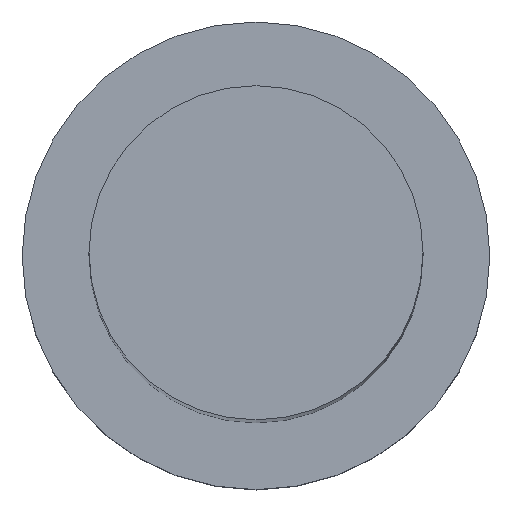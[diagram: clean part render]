
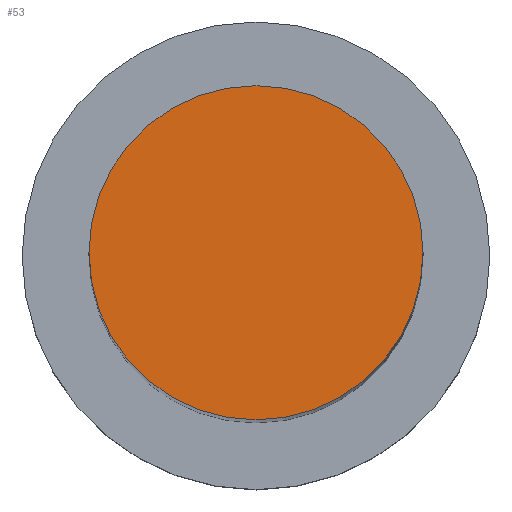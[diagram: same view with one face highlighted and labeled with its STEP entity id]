
A CAD part, top view. The second image highlights one B-rep face of the part: STEP entity #53.
In plain terms, the highlighted planar face has unit normal (0, 0, 1).
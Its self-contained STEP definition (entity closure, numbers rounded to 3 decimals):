
#34=EDGE_CURVE('240[2]',#76,#76,#77,.T.);
#53=ADVANCED_FACE('240[2]',(#103),#104,.T.);
#76=VERTEX_POINT('',#121);
#77=CIRCLE('',#122,5.0);
#103=FACE_OUTER_BOUND('',#154,.T.);
#104=PLANE('',#155);
#121=CARTESIAN_POINT('',(0.,5.,58.0));
#122=AXIS2_PLACEMENT_3D('',#167,#168,#169);
#154=EDGE_LOOP('',(#195));
#155=AXIS2_PLACEMENT_3D('',#196,#197,#198);
#167=CARTESIAN_POINT('',(0.,0.,58.0));
#168=DIRECTION('',(0.,0.,-1.0));
#169=DIRECTION('',(0.,1.0,0.));
#195=ORIENTED_EDGE('',*,*,#34,.F.);
#196=CARTESIAN_POINT('',(0.,2.5,58.0));
#197=DIRECTION('',(0.,0.,1.0));
#198=DIRECTION('',(1.0,0.,0.0));
